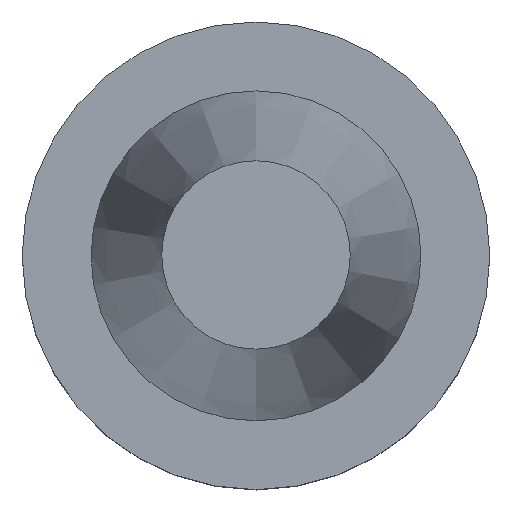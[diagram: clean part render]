
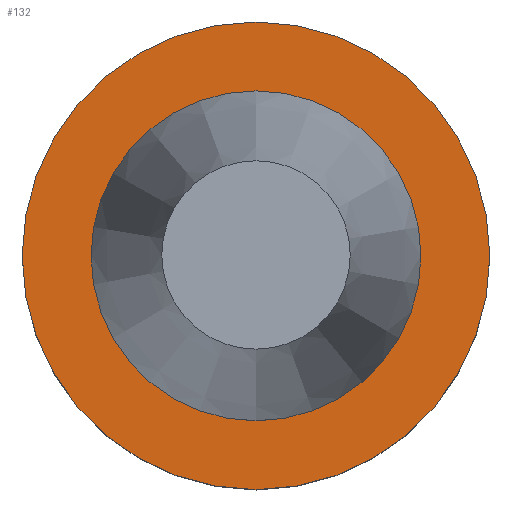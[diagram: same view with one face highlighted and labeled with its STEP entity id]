
A CAD part, top view. The second image highlights one B-rep face of the part: STEP entity #132.
In plain terms, the highlighted planar face has unit normal (0, 0, 1).
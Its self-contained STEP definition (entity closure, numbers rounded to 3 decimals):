
#75=EDGE_CURVE('Unnamed[1]',#201,#201,#202,.T.);
#116=EDGE_CURVE('Unnamed[1]',#266,#266,#267,.T.);
#132=ADVANCED_FACE('Unnamed[1]',(#291,#292),#293,.T.);
#201=VERTEX_POINT('',#377);
#202=CIRCLE('',#378,31.5);
#266=VERTEX_POINT('',#458);
#267=CIRCLE('',#459,22.225);
#291=FACE_OUTER_BOUND('',#489,.T.);
#292=FACE_BOUND('',#490,.T.);
#293=PLANE('',#491);
#377=CARTESIAN_POINT('',(0.,31.5,-1.));
#378=AXIS2_PLACEMENT_3D('',#580,#581,#582);
#458=CARTESIAN_POINT('',(0.,22.225,-1.));
#459=AXIS2_PLACEMENT_3D('',#654,#655,#656);
#489=EDGE_LOOP('',(#682));
#490=EDGE_LOOP('',(#683));
#491=AXIS2_PLACEMENT_3D('',#684,#685,#686);
#580=CARTESIAN_POINT('',(0.,0.,-1.));
#581=DIRECTION('',(0.,0.,-1.0));
#582=DIRECTION('',(0.,1.0,0.));
#654=CARTESIAN_POINT('',(0.,0.,-1.));
#655=DIRECTION('',(0.,0.,-1.0));
#656=DIRECTION('',(0.,1.0,0.));
#682=ORIENTED_EDGE('',*,*,#75,.F.);
#683=ORIENTED_EDGE('',*,*,#116,.T.);
#684=CARTESIAN_POINT('',(0.,26.862,-1.));
#685=DIRECTION('',(0.,0.,1.0));
#686=DIRECTION('',(0.,-1.0,0.));
